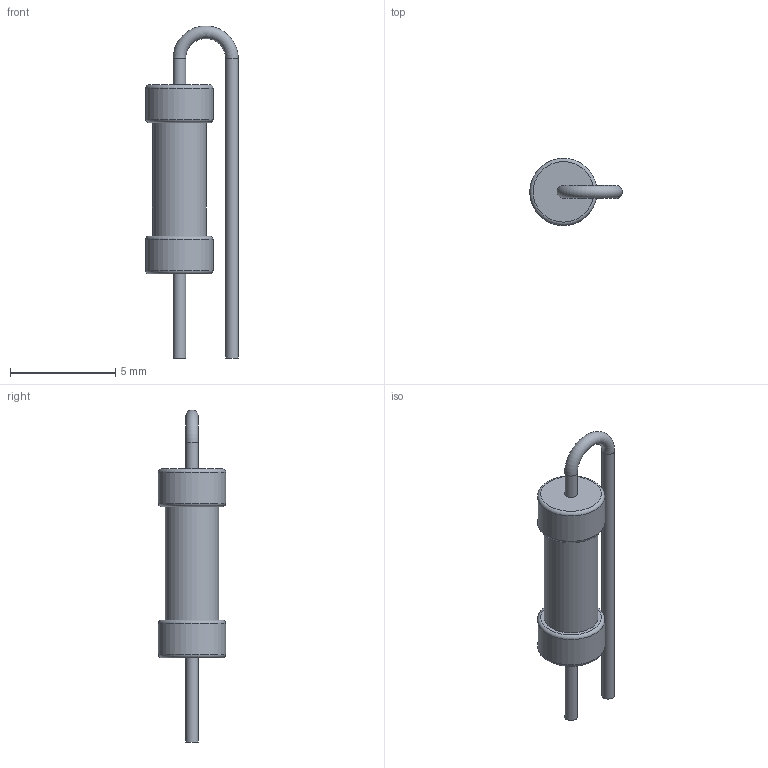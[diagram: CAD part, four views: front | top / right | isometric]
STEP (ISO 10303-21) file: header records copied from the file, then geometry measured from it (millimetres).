
FILE_DESCRIPTION(('STEP AP214'), '1');
FILE_NAME('Resistor_vertical', '2018-03-14T06:43:25', ('Chugay'), (''), 'ASCON STEP Converter 1.3', 'ASCON Math Kernel', '');
FILE_SCHEMA(('AUTOMOTIVE_DESIGN { 1 0 10303 214 3 1 1}'));
Length unit declared in the file: millimetre
Bounding box: 4.4 x 3.2 x 15.8 mm (x, y, z)
Volume: 63.2 mm3; surface area: 142.8 mm2
Topology: 1 solids, 1 shells, 17 faces, 27 edges, 16 vertices
Faces by surface type: plane 6, cylinder 6, torus 5
Full cylindrical faces by diameter (mm): 0.6 x3, 2.56 x1, 3.2 x2
Entity records: 514 total; most frequent: DIRECTION 68, CARTESIAN_POINT 50, AXIS2_PLACEMENT_3D 34, EDGE_LOOP 32, ORIENTED_EDGE 32, FACE_OUTER_BOUND 22, COLOUR_RGB 18, FILL_AREA_STYLE_COLOUR 18
